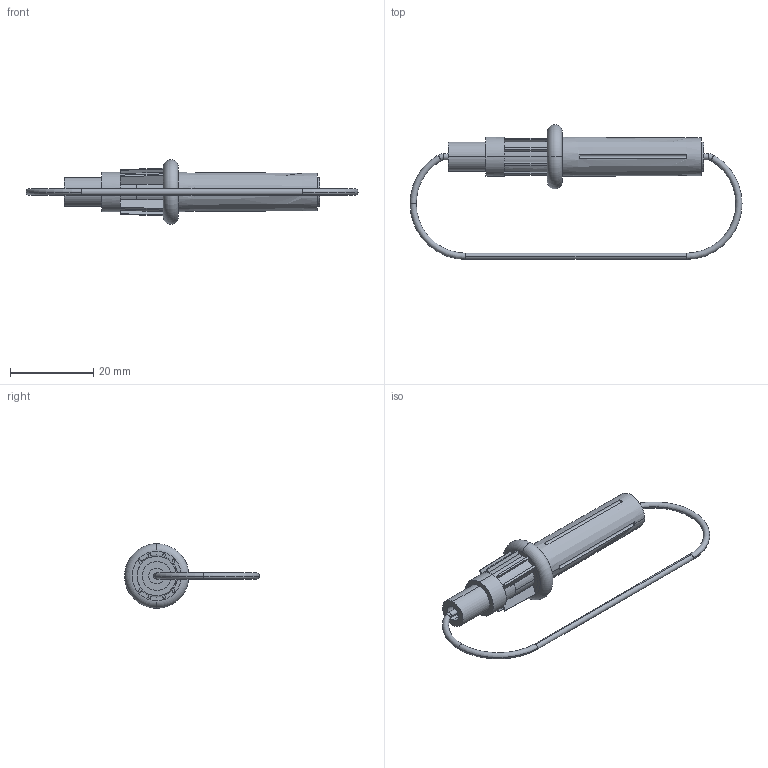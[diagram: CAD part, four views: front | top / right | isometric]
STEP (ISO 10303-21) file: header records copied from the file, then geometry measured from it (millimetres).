
FILE_DESCRIPTION (( 'STEP AP214' ), '1' );
FILE_NAME ('BF301.STEP', '2019-10-03T08:59:52', ( '' ), ( '' ), 'SwSTEP 2.0', 'SolidWorks 2017', '' );
FILE_SCHEMA (( 'AUTOMOTIVE_DESIGN' ));
Length unit declared in the file: millimetre
Products named in the file (1): BF301
Bounding box: 79.93 x 32.47 x 15.5 mm (x, y, z)
Volume: 4391 mm3; surface area: 3376.5 mm2
Topology: 2 solids, 2 shells, 110 faces, 255 edges, 154 vertices
Faces by surface type: plane 54, cylinder 22, torus 12, bspline 12, cone 10
Entity records: 3645 total; most frequent: CARTESIAN_POINT 1084, DIRECTION 572, ORIENTED_EDGE 510, EDGE_CURVE 255, AXIS2_PLACEMENT_3D 246, VERTEX_POINT 154, CIRCLE 147, EDGE_LOOP 119
